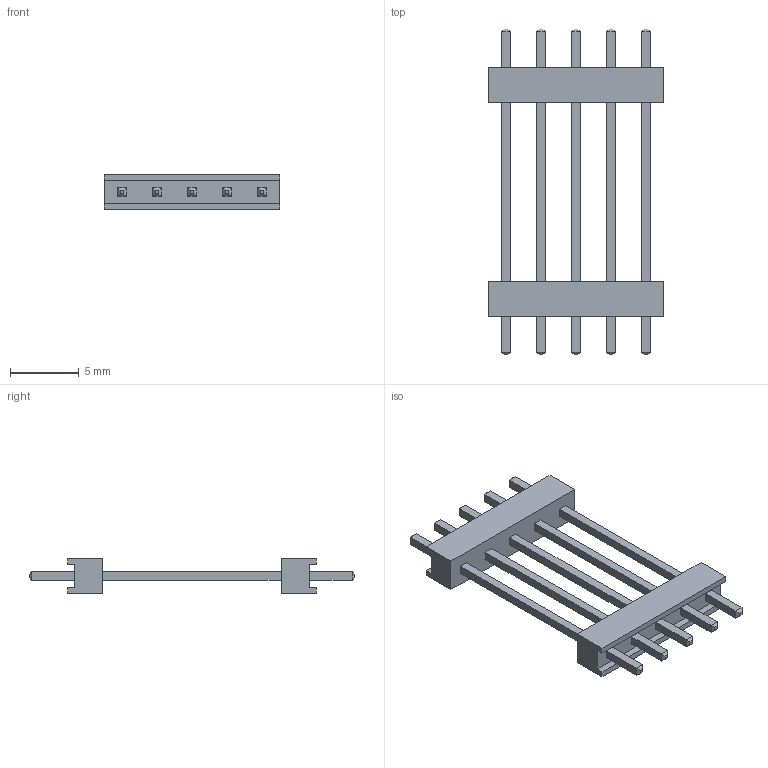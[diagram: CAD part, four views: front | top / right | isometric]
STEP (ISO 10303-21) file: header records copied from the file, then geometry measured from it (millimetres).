
FILE_DESCRIPTION(/* description */ ('STEP AP203'),/* implementation_level */ '2;1');
FILE_NAME(/* name */ 'DW-05-11-F-S-710',/* time_stamp */ '2022-11-13T23:03:15+01:00',/* author */ ('License CC BY-ND 4.0'),/* organization */ ('CADENAS'),/* preprocessor_version */ 'ST-DEVELOPER v18.102',/* originating_system */ 'PARTsolutions',/* authorisation */ ' ');
FILE_SCHEMA (('CONFIG_CONTROL_DESIGN'));
Length unit declared in the file: inch
Products named in the file (4): DW-05-11-F-S-710; ZW-05-11-G-S-710-110_top_body; ZW-05-11-G-S-710-110_pins; ZW-05-11-G-S-710-110bbody
Assembly tree (3 placements, depth 2):
  DW-05-11-F-S-710
    ZW-05-11-G-S-710-110_top_body
    ZW-05-11-G-S-710-110_pins
    ZW-05-11-G-S-710-110bbody
Bounding box: 12.7 x 23.62 x 2.54 mm (x, y, z)
Volume: 183.4 mm3; surface area: 669.9 mm2
Topology: 3 solids, 3 shells, 142 faces, 368 edges, 232 vertices
Faces by surface type: plane 142
Entity records: 4336 total; most frequent: CARTESIAN_POINT 746, ORIENTED_EDGE 736, DIRECTION 660, EDGE_CURVE 368, LINE 368, VECTOR 368, VERTEX_POINT 232, EDGE_LOOP 162
